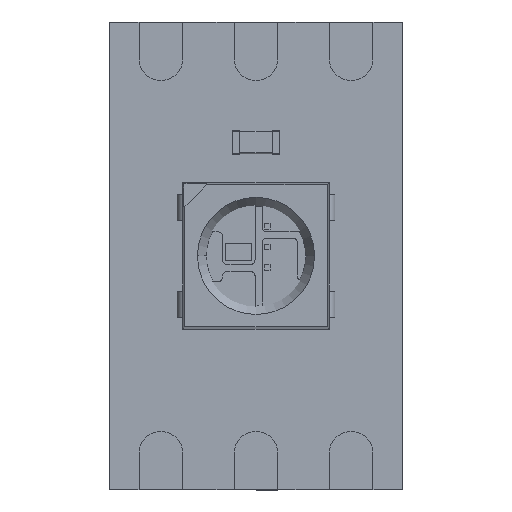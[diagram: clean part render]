
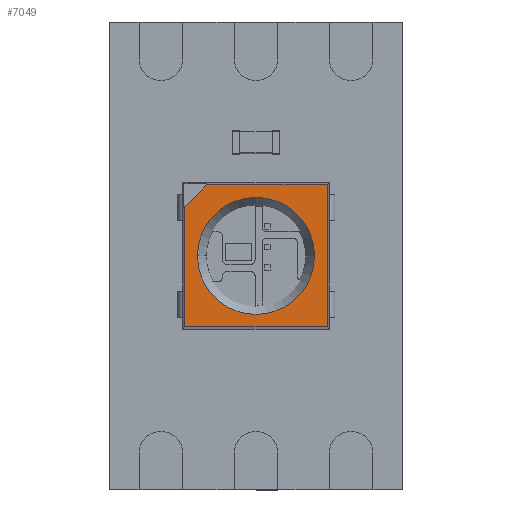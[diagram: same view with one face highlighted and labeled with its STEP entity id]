
A CAD part, top view. The second image highlights one B-rep face of the part: STEP entity #7049.
In plain terms, the highlighted planar face has unit normal (0, 0, 1).
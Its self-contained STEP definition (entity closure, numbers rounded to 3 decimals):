
#19 = DIRECTION ( 'NONE',  ( 0., 0., 1. ) ) ;
#24 = EDGE_CURVE ( 'NONE', #5871, #6346, #5795, .T. ) ;
#218 = CARTESIAN_POINT ( 'NONE',  ( -2., 0., 0.8 ) ) ;
#367 = VERTEX_POINT ( 'NONE', #9434 ) ;
#426 = ORIENTED_EDGE ( 'NONE', *, *, #8470, .T. ) ;
#562 = CARTESIAN_POINT ( 'NONE',  ( 2.43, -2.5, 0.8 ) ) ;
#1293 = LINE ( 'NONE', #2917, #7863 ) ;
#1456 = CARTESIAN_POINT ( 'NONE',  ( 2.43, 2.43, 0.8 ) ) ;
#1493 = CARTESIAN_POINT ( 'NONE',  ( 2., 0., 0.8 ) ) ;
#1704 = AXIS2_PLACEMENT_3D ( 'NONE', #2187, #19, #5889 ) ;
#1934 = FACE_OUTER_BOUND ( 'NONE', #7424, .T. ) ;
#1956 = ORIENTED_EDGE ( 'NONE', *, *, #24, .T. ) ;
#1972 = LINE ( 'NONE', #6545, #4142 ) ;
#2187 = CARTESIAN_POINT ( 'NONE',  ( 0., 0., 0.8 ) ) ;
#2353 = DIRECTION ( 'NONE',  ( 1., 0., 0. ) ) ;
#2458 = VERTEX_POINT ( 'NONE', #8738 ) ;
#2519 = CIRCLE ( 'NONE', #6151, 2. ) ;
#2527 = CARTESIAN_POINT ( 'NONE',  ( -1.68, 2.43, 0.8 ) ) ;
#2878 = LINE ( 'NONE', #8842, #4149 ) ;
#2881 = EDGE_CURVE ( 'NONE', #6346, #5871, #2519, .T. ) ;
#2887 = DIRECTION ( 'NONE',  ( 0.707, 0.707, 0. ) ) ;
#2917 = CARTESIAN_POINT ( 'NONE',  ( -2.43, -2.5, 0.8 ) ) ;
#3331 = LINE ( 'NONE', #562, #5976 ) ;
#3393 = DIRECTION ( 'NONE',  ( 0., 1., 0. ) ) ;
#3756 = EDGE_CURVE ( 'NONE', #5909, #2458, #6650, .T. ) ;
#4142 = VECTOR ( 'NONE', #2887, 1000. ) ;
#4149 = VECTOR ( 'NONE', #6722, 1000. ) ;
#4198 = AXIS2_PLACEMENT_3D ( 'NONE', #8261, #7598, #6055 ) ;
#4287 = CARTESIAN_POINT ( 'NONE',  ( 0., 0., 0.8 ) ) ;
#4328 = VERTEX_POINT ( 'NONE', #2527 ) ;
#5110 = DIRECTION ( 'NONE',  ( 0., -1., 0. ) ) ;
#5704 = FACE_BOUND ( 'NONE', #9196, .T. ) ;
#5716 = EDGE_CURVE ( 'NONE', #8803, #4328, #2878, .T. ) ;
#5795 = CIRCLE ( 'NONE', #4198, 2. ) ;
#5871 = VERTEX_POINT ( 'NONE', #218 ) ;
#5889 = DIRECTION ( 'NONE',  ( 1., 0., 0. ) ) ;
#5909 = VERTEX_POINT ( 'NONE', #8503 ) ;
#5976 = VECTOR ( 'NONE', #3393, 1000. ) ;
#6055 = DIRECTION ( 'NONE',  ( 1., 0., 0. ) ) ;
#6149 = ORIENTED_EDGE ( 'NONE', *, *, #8230, .T. ) ;
#6151 = AXIS2_PLACEMENT_3D ( 'NONE', #4287, #6490, #7171 ) ;
#6204 = EDGE_CURVE ( 'NONE', #367, #4328, #1972, .T. ) ;
#6346 = VERTEX_POINT ( 'NONE', #1493 ) ;
#6490 = DIRECTION ( 'NONE',  ( 0., 0., -1. ) ) ;
#6545 = CARTESIAN_POINT ( 'NONE',  ( -1.68, 2.43, 0.8 ) ) ;
#6644 = ORIENTED_EDGE ( 'NONE', *, *, #6204, .F. ) ;
#6650 = LINE ( 'NONE', #6885, #8258 ) ;
#6722 = DIRECTION ( 'NONE',  ( -1., 0., 0. ) ) ;
#6885 = CARTESIAN_POINT ( 'NONE',  ( 2.5, -2.43, 0.8 ) ) ;
#7049 = ADVANCED_FACE ( 'NONE', ( #1934, #5704 ), #8868, .T. ) ;
#7171 = DIRECTION ( 'NONE',  ( 1., 0., 0. ) ) ;
#7424 = EDGE_LOOP ( 'NONE', ( #6644, #6149, #7751, #426, #7533 ) ) ;
#7533 = ORIENTED_EDGE ( 'NONE', *, *, #5716, .T. ) ;
#7598 = DIRECTION ( 'NONE',  ( 0., 0., -1. ) ) ;
#7716 = ORIENTED_EDGE ( 'NONE', *, *, #2881, .T. ) ;
#7751 = ORIENTED_EDGE ( 'NONE', *, *, #3756, .T. ) ;
#7863 = VECTOR ( 'NONE', #5110, 1000. ) ;
#8230 = EDGE_CURVE ( 'NONE', #367, #5909, #1293, .T. ) ;
#8258 = VECTOR ( 'NONE', #2353, 1000. ) ;
#8261 = CARTESIAN_POINT ( 'NONE',  ( 0., 0., 0.8 ) ) ;
#8470 = EDGE_CURVE ( 'NONE', #2458, #8803, #3331, .T. ) ;
#8503 = CARTESIAN_POINT ( 'NONE',  ( -2.43, -2.43, 0.8 ) ) ;
#8738 = CARTESIAN_POINT ( 'NONE',  ( 2.43, -2.43, 0.8 ) ) ;
#8803 = VERTEX_POINT ( 'NONE', #1456 ) ;
#8842 = CARTESIAN_POINT ( 'NONE',  ( 2.5, 2.43, 0.8 ) ) ;
#8868 = PLANE ( 'NONE',  #1704 ) ;
#9196 = EDGE_LOOP ( 'NONE', ( #7716, #1956 ) ) ;
#9434 = CARTESIAN_POINT ( 'NONE',  ( -2.43, 1.68, 0.8 ) ) ;
